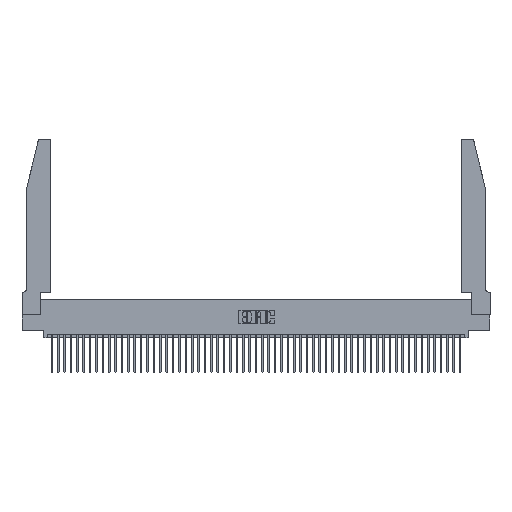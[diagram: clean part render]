
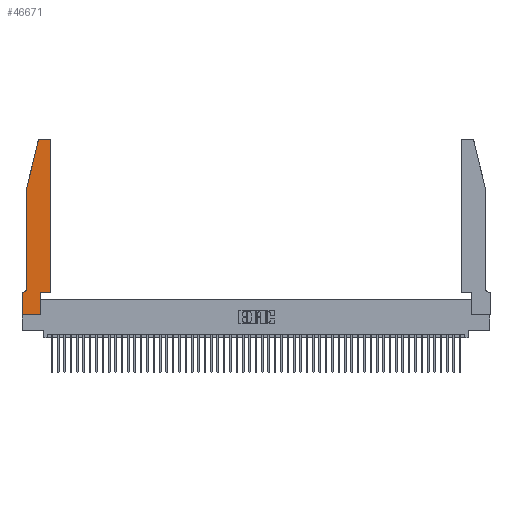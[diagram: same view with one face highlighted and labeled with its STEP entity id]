
A CAD part, top view. The second image highlights one B-rep face of the part: STEP entity #46671.
In plain terms, the highlighted planar face has unit normal (0, 0, 1).
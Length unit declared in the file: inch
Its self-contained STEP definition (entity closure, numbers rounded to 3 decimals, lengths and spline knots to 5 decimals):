
#628 = LINE ( 'NONE', #10930, #36306 ) ;
#1290 = ORIENTED_EDGE ( 'NONE', *, *, #33761, .T. ) ;
#1765 = CARTESIAN_POINT ( 'NONE',  ( 0.4205, 2.75, 0.37 ) ) ;
#1789 = AXIS2_PLACEMENT_3D ( 'NONE', #52185, #24130, #40240 ) ;
#2621 = CARTESIAN_POINT ( 'NONE',  ( 0.2865, 0.35, 0.37 ) ) ;
#3441 = CIRCLE ( 'NONE', #1789, 0.03 ) ;
#3513 = LINE ( 'NONE', #26582, #45675 ) ;
#3802 = VERTEX_POINT ( 'NONE', #40737 ) ;
#3849 = CARTESIAN_POINT ( 'NONE',  ( 0.0755, 2., 0.37 ) ) ;
#4994 = ORIENTED_EDGE ( 'NONE', *, *, #29026, .T. ) ;
#5982 = CARTESIAN_POINT ( 'NONE',  ( 0.4505, 0.35, 0.37 ) ) ;
#6191 = DIRECTION ( 'NONE',  ( -1., 0., 0. ) ) ;
#6427 = VECTOR ( 'NONE', #10802, 39.37008 ) ;
#7163 = CARTESIAN_POINT ( 'NONE',  ( 0., 0., 0.37 ) ) ;
#8261 = EDGE_CURVE ( 'NONE', #3802, #29189, #47335, .T. ) ;
#8652 = VERTEX_POINT ( 'NONE', #21618 ) ;
#10115 = CARTESIAN_POINT ( 'NONE',  ( 0.0055, 0.35, 0.37 ) ) ;
#10622 = DIRECTION ( 'NONE',  ( 1., 0., 0. ) ) ;
#10802 = DIRECTION ( 'NONE',  ( 0., 1., 0. ) ) ;
#10930 = CARTESIAN_POINT ( 'NONE',  ( 0.0755, 2., 0.37 ) ) ;
#11027 = ORIENTED_EDGE ( 'NONE', *, *, #46832, .T. ) ;
#11511 = CIRCLE ( 'NONE', #13933, 0.07 ) ;
#11666 = VERTEX_POINT ( 'NONE', #41079 ) ;
#11889 = VECTOR ( 'NONE', #19082, 39.37008 ) ;
#13477 = EDGE_CURVE ( 'NONE', #38482, #37162, #45083, .T. ) ;
#13933 = AXIS2_PLACEMENT_3D ( 'NONE', #22686, #27389, #27732 ) ;
#13996 = CARTESIAN_POINT ( 'NONE',  ( 0., 0.35, 0.37 ) ) ;
#14238 = DIRECTION ( 'NONE',  ( -1., 0., 0. ) ) ;
#15535 = ORIENTED_EDGE ( 'NONE', *, *, #17277, .T. ) ;
#17277 = EDGE_CURVE ( 'NONE', #26584, #21401, #11511, .T. ) ;
#17279 = VECTOR ( 'NONE', #10622, 39.37008 ) ;
#17838 = EDGE_CURVE ( 'NONE', #8652, #26584, #628, .T. ) ;
#19082 = DIRECTION ( 'NONE',  ( 0., -1., 0. ) ) ;
#21401 = VERTEX_POINT ( 'NONE', #10115 ) ;
#21618 = CARTESIAN_POINT ( 'NONE',  ( 0.0755, 2., 0.37 ) ) ;
#22668 = CARTESIAN_POINT ( 'NONE',  ( 0., 0., 0.37 ) ) ;
#22686 = CARTESIAN_POINT ( 'NONE',  ( 0.0055, 0.42, 0.37 ) ) ;
#23686 = DIRECTION ( 'NONE',  ( 1., 0., 0. ) ) ;
#24130 = DIRECTION ( 'NONE',  ( 0., 0., 1. ) ) ;
#24195 = EDGE_CURVE ( 'NONE', #21401, #38482, #37242, .T. ) ;
#24705 = VECTOR ( 'NONE', #49171, 39.37008 ) ;
#26563 = ORIENTED_EDGE ( 'NONE', *, *, #42758, .T. ) ;
#26582 = CARTESIAN_POINT ( 'NONE',  ( 0.2605, 2.75, 0.37 ) ) ;
#26584 = VERTEX_POINT ( 'NONE', #26915 ) ;
#26629 = VERTEX_POINT ( 'NONE', #35148 ) ;
#26915 = CARTESIAN_POINT ( 'NONE',  ( 0.0755, 0.42, 0.37 ) ) ;
#27051 = CARTESIAN_POINT ( 'NONE',  ( 0.4505, 2.72, 0.37 ) ) ;
#27059 = FACE_OUTER_BOUND ( 'NONE', #47831, .T. ) ;
#27389 = DIRECTION ( 'NONE',  ( 0., 0., -1. ) ) ;
#27608 = CARTESIAN_POINT ( 'NONE',  ( 0.284, 2.72, 0.37 ) ) ;
#27732 = DIRECTION ( 'NONE',  ( -1., 0., 0. ) ) ;
#29026 = EDGE_CURVE ( 'NONE', #29189, #26629, #41627, .T. ) ;
#29095 = ORIENTED_EDGE ( 'NONE', *, *, #17838, .T. ) ;
#29189 = VERTEX_POINT ( 'NONE', #31666 ) ;
#29875 = ORIENTED_EDGE ( 'NONE', *, *, #13477, .T. ) ;
#30130 = AXIS2_PLACEMENT_3D ( 'NONE', #27608, #52425, #23686 ) ;
#30627 = DIRECTION ( 'NONE',  ( 0., 1., 0. ) ) ;
#30641 = CARTESIAN_POINT ( 'NONE',  ( 0.0755, 0.35, 0.37 ) ) ;
#31078 = DIRECTION ( 'NONE',  ( 0., -1., 0. ) ) ;
#31289 = CARTESIAN_POINT ( 'NONE',  ( 0., 0., 0.37 ) ) ;
#31666 = CARTESIAN_POINT ( 'NONE',  ( 0.2865, 0.35, 0.37 ) ) ;
#33414 = VECTOR ( 'NONE', #47728, 39.37008 ) ;
#33761 = EDGE_CURVE ( 'NONE', #34733, #8652, #40722, .T. ) ;
#34248 = ORIENTED_EDGE ( 'NONE', *, *, #43485, .T. ) ;
#34444 = ORIENTED_EDGE ( 'NONE', *, *, #47244, .T. ) ;
#34733 = VERTEX_POINT ( 'NONE', #38023 ) ;
#35148 = CARTESIAN_POINT ( 'NONE',  ( 0.4505, 0.35, 0.37 ) ) ;
#35737 = VERTEX_POINT ( 'NONE', #27051 ) ;
#36306 = VECTOR ( 'NONE', #31078, 39.37008 ) ;
#37162 = VERTEX_POINT ( 'NONE', #22668 ) ;
#37242 = LINE ( 'NONE', #30641, #45585 ) ;
#38023 = CARTESIAN_POINT ( 'NONE',  ( 0.25487, 2.72718, 0.37 ) ) ;
#38047 = ORIENTED_EDGE ( 'NONE', *, *, #46045, .T. ) ;
#38482 = VERTEX_POINT ( 'NONE', #46173 ) ;
#39162 = VECTOR ( 'NONE', #30627, 39.37008 ) ;
#40240 = DIRECTION ( 'NONE',  ( 1., 0., 0. ) ) ;
#40722 = LINE ( 'NONE', #3849, #24705 ) ;
#40737 = CARTESIAN_POINT ( 'NONE',  ( 0.2865, 0., 0.37 ) ) ;
#41079 = CARTESIAN_POINT ( 'NONE',  ( 0.284, 2.75, 0.37 ) ) ;
#41113 = LINE ( 'NONE', #31289, #33414 ) ;
#41627 = LINE ( 'NONE', #5982, #17279 ) ;
#42592 = DIRECTION ( 'NONE',  ( 1., 0., 0. ) ) ;
#42758 = EDGE_CURVE ( 'NONE', #11666, #34733, #46339, .T. ) ;
#43140 = CARTESIAN_POINT ( 'NONE',  ( 0.4505, 0.35, 0.37 ) ) ;
#43485 = EDGE_CURVE ( 'NONE', #35737, #44766, #3441, .T. ) ;
#43632 = AXIS2_PLACEMENT_3D ( 'NONE', #13996, #46903, #42592 ) ;
#44766 = VERTEX_POINT ( 'NONE', #1765 ) ;
#45083 = LINE ( 'NONE', #7163, #11889 ) ;
#45585 = VECTOR ( 'NONE', #6191, 39.37008 ) ;
#45675 = VECTOR ( 'NONE', #14238, 39.37008 ) ;
#46045 = EDGE_CURVE ( 'NONE', #44766, #11666, #3513, .T. ) ;
#46173 = CARTESIAN_POINT ( 'NONE',  ( 0., 0.35, 0.37 ) ) ;
#46339 = CIRCLE ( 'NONE', #30130, 0.03 ) ;
#46627 = ORIENTED_EDGE ( 'NONE', *, *, #8261, .T. ) ;
#46671 = ADVANCED_FACE ( 'NONE', ( #27059 ), #46730, .T. ) ;
#46730 = PLANE ( 'NONE',  #43632 ) ;
#46832 = EDGE_CURVE ( 'NONE', #26629, #35737, #52619, .T. ) ;
#46903 = DIRECTION ( 'NONE',  ( 0., 0., 1. ) ) ;
#47244 = EDGE_CURVE ( 'NONE', #37162, #3802, #41113, .T. ) ;
#47335 = LINE ( 'NONE', #2621, #6427 ) ;
#47728 = DIRECTION ( 'NONE',  ( 1., 0., 0. ) ) ;
#47831 = EDGE_LOOP ( 'NONE', ( #38047, #26563, #1290, #29095, #15535, #50161, #29875, #34444, #46627, #4994, #11027, #34248 ) ) ;
#49171 = DIRECTION ( 'NONE',  ( -0.239, -0.971, 0. ) ) ;
#50161 = ORIENTED_EDGE ( 'NONE', *, *, #24195, .T. ) ;
#52185 = CARTESIAN_POINT ( 'NONE',  ( 0.4205, 2.72, 0.37 ) ) ;
#52425 = DIRECTION ( 'NONE',  ( 0., 0., 1. ) ) ;
#52619 = LINE ( 'NONE', #43140, #39162 ) ;
